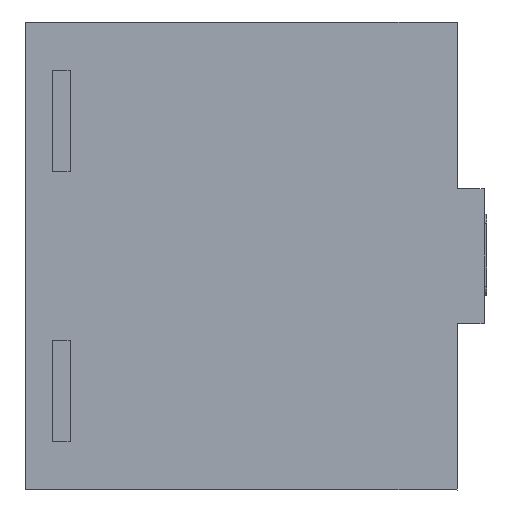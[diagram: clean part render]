
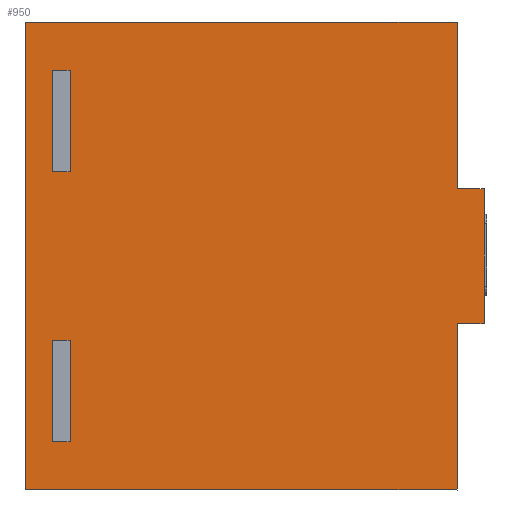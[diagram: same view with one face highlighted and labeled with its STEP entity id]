
A CAD part, front view. The second image highlights one B-rep face of the part: STEP entity #950.
In plain terms, the highlighted face is planar.
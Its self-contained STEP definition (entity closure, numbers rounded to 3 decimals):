
#64=FACE_OUTER_BOUND('',#123,.T.);
#123=EDGE_LOOP('',(#659,#660,#661,#662,#663,#664,#665,#666));
#177=LINE('',#1379,#293);
#180=LINE('',#1385,#296);
#183=LINE('',#1391,#299);
#186=LINE('',#1397,#302);
#189=LINE('',#1403,#305);
#192=LINE('',#1409,#308);
#195=LINE('',#1415,#311);
#198=LINE('',#1419,#314);
#293=VECTOR('',#1106,10.);
#296=VECTOR('',#1111,10.);
#299=VECTOR('',#1116,10.);
#302=VECTOR('',#1121,10.);
#305=VECTOR('',#1126,10.);
#308=VECTOR('',#1131,10.);
#311=VECTOR('',#1136,10.);
#314=VECTOR('',#1141,10.);
#409=VERTEX_POINT('',#1376);
#410=VERTEX_POINT('',#1378);
#412=VERTEX_POINT('',#1384);
#414=VERTEX_POINT('',#1390);
#416=VERTEX_POINT('',#1396);
#418=VERTEX_POINT('',#1402);
#420=VERTEX_POINT('',#1408);
#422=VERTEX_POINT('',#1414);
#497=EDGE_CURVE('',#410,#409,#177,.T.);
#500=EDGE_CURVE('',#412,#410,#180,.T.);
#503=EDGE_CURVE('',#414,#412,#183,.T.);
#506=EDGE_CURVE('',#416,#414,#186,.T.);
#509=EDGE_CURVE('',#418,#416,#189,.T.);
#512=EDGE_CURVE('',#420,#418,#192,.T.);
#515=EDGE_CURVE('',#422,#420,#195,.T.);
#518=EDGE_CURVE('',#409,#422,#198,.T.);
#659=ORIENTED_EDGE('',*,*,#518,.T.);
#660=ORIENTED_EDGE('',*,*,#515,.T.);
#661=ORIENTED_EDGE('',*,*,#512,.T.);
#662=ORIENTED_EDGE('',*,*,#509,.T.);
#663=ORIENTED_EDGE('',*,*,#506,.T.);
#664=ORIENTED_EDGE('',*,*,#503,.T.);
#665=ORIENTED_EDGE('',*,*,#500,.T.);
#666=ORIENTED_EDGE('',*,*,#497,.T.);
#899=PLANE('',#1030);
#950=ADVANCED_FACE('',(#64),#899,.T.);
#1030=AXIS2_PLACEMENT_3D('',#1420,#1142,#1143);
#1106=DIRECTION('',(0.,0.,-1.));
#1111=DIRECTION('',(-1.,0.,0.));
#1116=DIRECTION('',(0.,0.,-1.));
#1121=DIRECTION('',(1.,0.,0.));
#1126=DIRECTION('',(0.,0.,1.));
#1131=DIRECTION('',(-1.,0.,0.));
#1136=DIRECTION('',(0.,0.,1.));
#1141=DIRECTION('',(-1.,0.,0.));
#1142=DIRECTION('center_axis',(0.,1.,0.));
#1143=DIRECTION('ref_axis',(0.,0.,1.));
#1376=CARTESIAN_POINT('',(254.6,1.,-36.377));
#1378=CARTESIAN_POINT('',(254.6,1.,-33.377));
#1379=CARTESIAN_POINT('',(254.6,1.,-30.377));
#1384=CARTESIAN_POINT('',(273.1,1.,-33.377));
#1385=CARTESIAN_POINT('',(221.1,1.,-33.377));
#1390=CARTESIAN_POINT('',(273.1,1.,14.623));
#1391=CARTESIAN_POINT('',(273.1,1.,-33.377));
#1396=CARTESIAN_POINT('',(221.1,1.,14.623));
#1397=CARTESIAN_POINT('',(273.1,1.,14.623));
#1402=CARTESIAN_POINT('',(221.1,1.,-33.377));
#1403=CARTESIAN_POINT('',(221.1,1.,14.623));
#1408=CARTESIAN_POINT('',(239.6,1.,-33.377));
#1409=CARTESIAN_POINT('',(221.1,1.,-33.377));
#1414=CARTESIAN_POINT('',(239.6,1.,-36.377));
#1415=CARTESIAN_POINT('',(239.6,1.,-36.377));
#1419=CARTESIAN_POINT('',(254.6,1.,-36.377));
#1420=CARTESIAN_POINT('Origin',(247.1,1.,-10.877));
